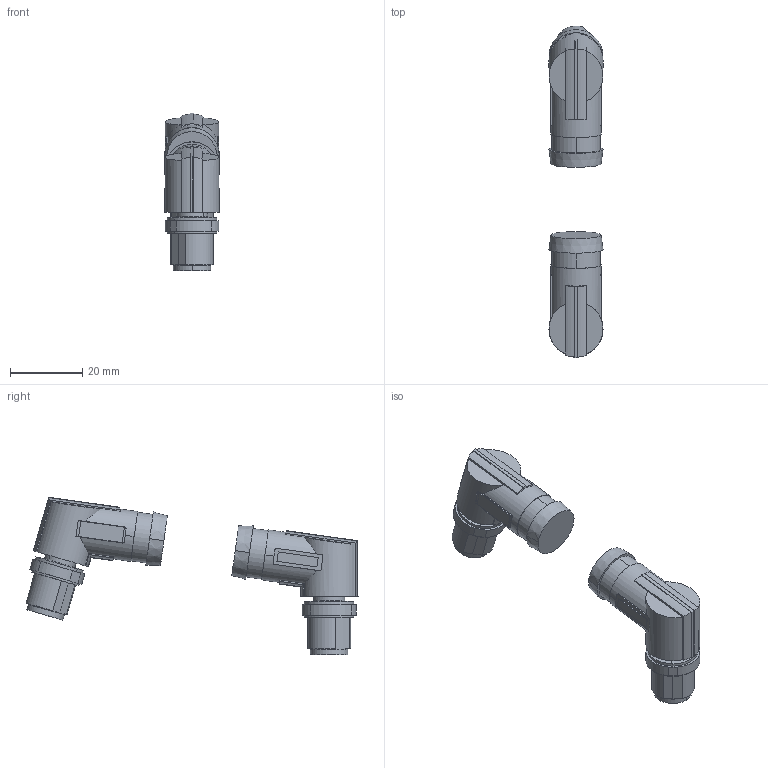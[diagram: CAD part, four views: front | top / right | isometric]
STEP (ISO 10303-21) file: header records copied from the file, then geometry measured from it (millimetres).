
FILE_DESCRIPTION(('STEP AP242'),'1');
FILE_NAME('1149291.stp','2024-01-13T16:08:49',('TraceParts'),('TraceParts S.A.'),'Spatial InterOp 3D',' ',' ');
FILE_SCHEMA(('AP242_MANAGED_MODEL_BASED_3D_ENGINEERING_MIM_LF {1 0 10303 442 1 1 4}'));
Length unit declared in the file: millimetre
Products named in the file (1): 1149291_1
Bounding box: 15 x 92.2 x 43.77 mm (x, y, z)
Volume: 14839.9 mm3; surface area: 6923 mm2
Topology: 2 solids, 2 shells, 530 faces, 1412 edges, 938 vertices
Faces by surface type: plane 226, cone 160, cylinder 138, bspline 6
Entity records: 19950 total; most frequent: CARTESIAN_POINT 4460, DIRECTION 2964, ORIENTED_EDGE 2824, EDGE_CURVE 1412, AXIS2_PLACEMENT_3D 1150, VERTEX_POINT 938, LINE 664, VECTOR 664
